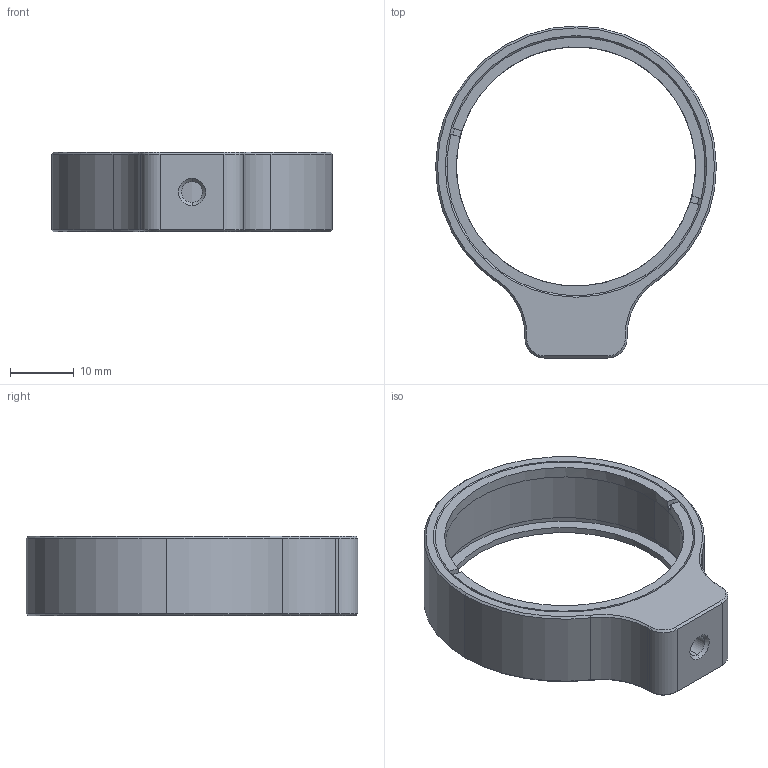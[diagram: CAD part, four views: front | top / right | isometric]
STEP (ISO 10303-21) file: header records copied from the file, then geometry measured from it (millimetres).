
FILE_DESCRIPTION (( 'STEP AP203' ), '1' );
FILE_NAME ('GCM-081240M_三维.STEP', '2020-09-28T01:38:38', ( 'Microsoft' ), ( 'Microsoft' ), 'SwSTEP 2.0', 'SolidWorks 2015', '' );
FILE_SCHEMA (( 'CONFIG_CONTROL_DESIGN' ));
Length unit declared in the file: millimetre
Products named in the file (1): GCM-081240M_三维
Bounding box: 44 x 52 x 12.5 mm (x, y, z)
Surface area: 5454.5 mm2 (no closed solid volume)
Topology: 0 solids, 2 shells, 117 faces, 332 edges, 218 vertices
Faces by surface type: plane 54, cylinder 43, cone 20
Entity records: 3880 total; most frequent: DIRECTION 698, CARTESIAN_POINT 668, ORIENTED_EDGE 602, EDGE_CURVE 332, AXIS2_PLACEMENT_3D 248, VERTEX_POINT 218, VECTOR 202, LINE 202
